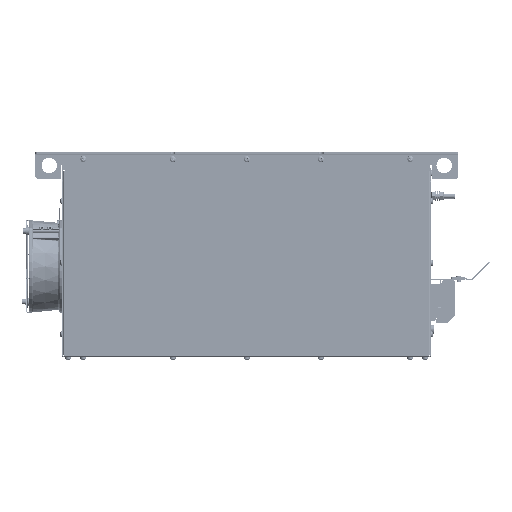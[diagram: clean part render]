
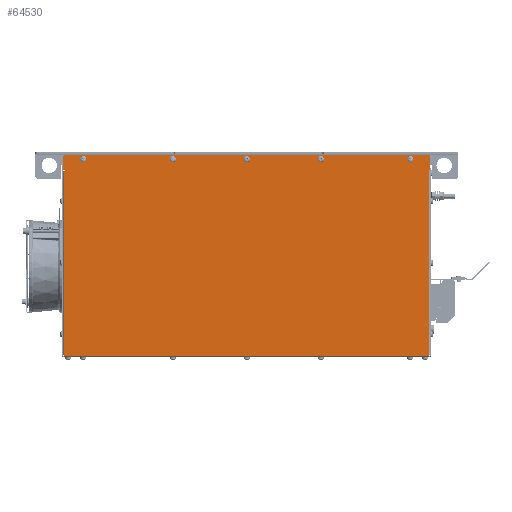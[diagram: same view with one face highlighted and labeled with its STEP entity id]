
A CAD part, front view. The second image highlights one B-rep face of the part: STEP entity #64530.
In plain terms, the highlighted face is planar.
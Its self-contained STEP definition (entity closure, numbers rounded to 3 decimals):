
#3313=FACE_BOUND('',#9618,.T.);
#3314=FACE_BOUND('',#9619,.T.);
#3315=FACE_BOUND('',#9620,.T.);
#3316=FACE_BOUND('',#9621,.T.);
#3317=FACE_BOUND('',#9622,.T.);
#4190=PLANE('',#68069);
#6116=FACE_OUTER_BOUND('',#9617,.T.);
#9617=EDGE_LOOP('',(#45357,#45358,#45359,#45360,#45361,#45362,#45363,#45364,
#45365,#45366,#45367,#45368,#45369,#45370,#45371,#45372));
#9618=EDGE_LOOP('',(#45373));
#9619=EDGE_LOOP('',(#45374));
#9620=EDGE_LOOP('',(#45375));
#9621=EDGE_LOOP('',(#45376));
#9622=EDGE_LOOP('',(#45377));
#13894=LINE('',#93560,#19669);
#13909=LINE('',#93597,#19684);
#13913=LINE('',#93605,#19688);
#13916=LINE('',#93610,#19691);
#13918=LINE('',#93614,#19693);
#13921=LINE('',#93620,#19696);
#13922=LINE('',#93622,#19697);
#13923=LINE('',#93624,#19698);
#13924=LINE('',#93626,#19699);
#13925=LINE('',#93628,#19700);
#13926=LINE('',#93630,#19701);
#13927=LINE('',#93632,#19702);
#13928=LINE('',#93634,#19703);
#13929=LINE('',#93638,#19704);
#19669=VECTOR('',#74709,299.);
#19684=VECTOR('',#74748,2.5);
#19688=VECTOR('',#74754,0.5);
#19691=VECTOR('',#74759,1.);
#19693=VECTOR('',#74763,22.);
#19696=VECTOR('',#74768,0.5);
#19697=VECTOR('',#74769,591.);
#19698=VECTOR('',#74770,0.5);
#19699=VECTOR('',#74771,299.);
#19700=VECTOR('',#74772,0.5);
#19701=VECTOR('',#74773,1.);
#19702=VECTOR('',#74774,2.5);
#19703=VECTOR('',#74775,22.);
#19704=VECTOR('',#74778,591.);
#25483=CIRCLE('',#68070,2.);
#25484=CIRCLE('',#68071,2.);
#25485=CIRCLE('',#68072,3.25);
#25486=CIRCLE('',#68073,3.25);
#25487=CIRCLE('',#68074,3.25);
#25488=CIRCLE('',#68075,3.25);
#25489=CIRCLE('',#68076,3.25);
#28564=VERTEX_POINT('',#93557);
#28565=VERTEX_POINT('',#93559);
#28574=VERTEX_POINT('',#93595);
#28575=VERTEX_POINT('',#93596);
#28578=VERTEX_POINT('',#93604);
#28580=VERTEX_POINT('',#93613);
#28582=VERTEX_POINT('',#93619);
#28583=VERTEX_POINT('',#93621);
#28584=VERTEX_POINT('',#93623);
#28585=VERTEX_POINT('',#93625);
#28586=VERTEX_POINT('',#93627);
#28587=VERTEX_POINT('',#93629);
#28588=VERTEX_POINT('',#93631);
#28589=VERTEX_POINT('',#93633);
#28590=VERTEX_POINT('',#93635);
#28591=VERTEX_POINT('',#93637);
#28592=VERTEX_POINT('',#93640);
#28593=VERTEX_POINT('',#93642);
#28594=VERTEX_POINT('',#93644);
#28595=VERTEX_POINT('',#93646);
#28596=VERTEX_POINT('',#93648);
#35387=EDGE_CURVE('',#28565,#28564,#13894,.T.);
#35405=EDGE_CURVE('',#28574,#28575,#13909,.T.);
#35409=EDGE_CURVE('',#28578,#28565,#13913,.T.);
#35412=EDGE_CURVE('',#28575,#28578,#13916,.T.);
#35414=EDGE_CURVE('',#28580,#28574,#13918,.T.);
#35417=EDGE_CURVE('',#28564,#28582,#13921,.T.);
#35418=EDGE_CURVE('',#28582,#28583,#13922,.T.);
#35419=EDGE_CURVE('',#28583,#28584,#13923,.T.);
#35420=EDGE_CURVE('',#28584,#28585,#13924,.T.);
#35421=EDGE_CURVE('',#28585,#28586,#13925,.T.);
#35422=EDGE_CURVE('',#28586,#28587,#13926,.T.);
#35423=EDGE_CURVE('',#28587,#28588,#13927,.T.);
#35424=EDGE_CURVE('',#28588,#28589,#13928,.T.);
#35425=EDGE_CURVE('',#28590,#28589,#25483,.T.);
#35426=EDGE_CURVE('',#28590,#28591,#13929,.T.);
#35427=EDGE_CURVE('',#28580,#28591,#25484,.T.);
#35428=EDGE_CURVE('',#28592,#28592,#25485,.T.);
#35429=EDGE_CURVE('',#28593,#28593,#25486,.T.);
#35430=EDGE_CURVE('',#28594,#28594,#25487,.T.);
#35431=EDGE_CURVE('',#28595,#28595,#25488,.T.);
#35432=EDGE_CURVE('',#28596,#28596,#25489,.T.);
#45357=ORIENTED_EDGE('',*,*,#35405,.T.);
#45358=ORIENTED_EDGE('',*,*,#35412,.T.);
#45359=ORIENTED_EDGE('',*,*,#35409,.T.);
#45360=ORIENTED_EDGE('',*,*,#35387,.T.);
#45361=ORIENTED_EDGE('',*,*,#35417,.T.);
#45362=ORIENTED_EDGE('',*,*,#35418,.T.);
#45363=ORIENTED_EDGE('',*,*,#35419,.T.);
#45364=ORIENTED_EDGE('',*,*,#35420,.T.);
#45365=ORIENTED_EDGE('',*,*,#35421,.T.);
#45366=ORIENTED_EDGE('',*,*,#35422,.T.);
#45367=ORIENTED_EDGE('',*,*,#35423,.T.);
#45368=ORIENTED_EDGE('',*,*,#35424,.T.);
#45369=ORIENTED_EDGE('',*,*,#35425,.F.);
#45370=ORIENTED_EDGE('',*,*,#35426,.T.);
#45371=ORIENTED_EDGE('',*,*,#35427,.F.);
#45372=ORIENTED_EDGE('',*,*,#35414,.T.);
#45373=ORIENTED_EDGE('',*,*,#35428,.T.);
#45374=ORIENTED_EDGE('',*,*,#35429,.T.);
#45375=ORIENTED_EDGE('',*,*,#35430,.T.);
#45376=ORIENTED_EDGE('',*,*,#35431,.T.);
#45377=ORIENTED_EDGE('',*,*,#35432,.T.);
#64530=ADVANCED_FACE('',(#6116,#3313,#3314,#3315,#3316,#3317),#4190,.F.);
#68069=AXIS2_PLACEMENT_3D('',#93618,#74766,#74767);
#68070=AXIS2_PLACEMENT_3D('',#93636,#74776,#74777);
#68071=AXIS2_PLACEMENT_3D('',#93639,#74779,#74780);
#68072=AXIS2_PLACEMENT_3D('',#93641,#74781,#74782);
#68073=AXIS2_PLACEMENT_3D('',#93643,#74783,#74784);
#68074=AXIS2_PLACEMENT_3D('',#93645,#74785,#74786);
#68075=AXIS2_PLACEMENT_3D('',#93647,#74787,#74788);
#68076=AXIS2_PLACEMENT_3D('',#93649,#74789,#74790);
#74709=DIRECTION('',(0.,1.,0.));
#74748=DIRECTION('',(1.,0.,0.));
#74754=DIRECTION('',(-1.,0.,0.));
#74759=DIRECTION('',(0.,1.,0.));
#74763=DIRECTION('',(0.,1.,0.));
#74766=DIRECTION('center_axis',(0.,0.,1.));
#74767=DIRECTION('ref_axis',(1.,0.,0.));
#74768=DIRECTION('',(0.,1.,0.));
#74769=DIRECTION('',(1.,0.,0.));
#74770=DIRECTION('',(0.,-1.,0.));
#74771=DIRECTION('',(0.,-1.,0.));
#74772=DIRECTION('',(-1.,0.,0.));
#74773=DIRECTION('',(0.,-1.,0.));
#74774=DIRECTION('',(1.,0.,0.));
#74775=DIRECTION('',(0.,-1.,0.));
#74776=DIRECTION('center_axis',(0.,0.,1.));
#74777=DIRECTION('ref_axis',(0.707,-0.707,0.));
#74778=DIRECTION('',(-1.,0.,0.));
#74779=DIRECTION('center_axis',(0.,0.,1.));
#74780=DIRECTION('ref_axis',(-0.707,-0.707,0.));
#74781=DIRECTION('center_axis',(0.,0.,1.));
#74782=DIRECTION('ref_axis',(-1.,0.,0.));
#74783=DIRECTION('center_axis',(0.,0.,1.));
#74784=DIRECTION('ref_axis',(-1.,0.,0.));
#74785=DIRECTION('center_axis',(0.,0.,1.));
#74786=DIRECTION('ref_axis',(-1.,0.,0.));
#74787=DIRECTION('center_axis',(0.,0.,1.));
#74788=DIRECTION('ref_axis',(-1.,0.,0.));
#74789=DIRECTION('center_axis',(0.,0.,1.));
#74790=DIRECTION('ref_axis',(-1.,0.,0.));
#93557=CARTESIAN_POINT('',(-295.5,160.75,0.));
#93559=CARTESIAN_POINT('',(-295.5,-138.25,0.));
#93560=CARTESIAN_POINT('',(-295.5,80.375,0.));
#93595=CARTESIAN_POINT('',(-297.5,-139.25,0.));
#93596=CARTESIAN_POINT('',(-295.,-139.25,0.));
#93597=CARTESIAN_POINT('',(-147.5,-139.25,0.));
#93604=CARTESIAN_POINT('',(-295.,-138.25,0.));
#93605=CARTESIAN_POINT('',(-148.75,-138.25,0.));
#93610=CARTESIAN_POINT('',(-295.,-69.125,0.));
#93613=CARTESIAN_POINT('',(-297.5,-161.25,0.));
#93614=CARTESIAN_POINT('',(-297.5,-163.25,0.));
#93618=CARTESIAN_POINT('Origin',(0.,0.,0.));
#93619=CARTESIAN_POINT('',(-295.5,161.25,0.));
#93620=CARTESIAN_POINT('',(-295.5,80.375,0.));
#93621=CARTESIAN_POINT('',(295.5,161.25,0.));
#93622=CARTESIAN_POINT('',(-147.75,161.25,0.));
#93623=CARTESIAN_POINT('',(295.5,160.75,0.));
#93624=CARTESIAN_POINT('',(295.5,81.625,0.));
#93625=CARTESIAN_POINT('',(295.5,-138.25,0.));
#93626=CARTESIAN_POINT('',(295.5,81.625,0.));
#93627=CARTESIAN_POINT('',(295.,-138.25,0.));
#93628=CARTESIAN_POINT('',(148.75,-138.25,0.));
#93629=CARTESIAN_POINT('',(295.,-139.25,0.));
#93630=CARTESIAN_POINT('',(295.,-69.125,0.));
#93631=CARTESIAN_POINT('',(297.5,-139.25,0.));
#93632=CARTESIAN_POINT('',(147.5,-139.25,0.));
#93633=CARTESIAN_POINT('',(297.5,-161.25,0.));
#93634=CARTESIAN_POINT('',(297.5,163.25,0.));
#93635=CARTESIAN_POINT('',(295.5,-163.25,0.));
#93636=CARTESIAN_POINT('Origin',(295.5,-161.25,0.));
#93637=CARTESIAN_POINT('',(-295.5,-163.25,0.));
#93638=CARTESIAN_POINT('',(297.5,-163.25,0.));
#93639=CARTESIAN_POINT('Origin',(-295.5,-161.25,0.));
#93640=CARTESIAN_POINT('',(261.75,-157.25,0.));
#93641=CARTESIAN_POINT('Origin',(265.,-157.25,0.));
#93642=CARTESIAN_POINT('',(116.75,-157.25,0.));
#93643=CARTESIAN_POINT('Origin',(120.,-157.25,0.));
#93644=CARTESIAN_POINT('',(-3.25,-157.25,0.));
#93645=CARTESIAN_POINT('Origin',(0.,-157.25,0.));
#93646=CARTESIAN_POINT('',(-123.25,-157.25,0.));
#93647=CARTESIAN_POINT('Origin',(-120.,-157.25,0.));
#93648=CARTESIAN_POINT('',(-268.25,-157.25,0.));
#93649=CARTESIAN_POINT('Origin',(-265.,-157.25,0.));
